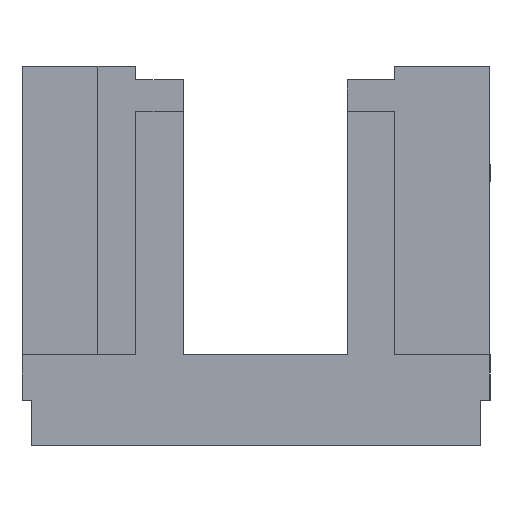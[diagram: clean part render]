
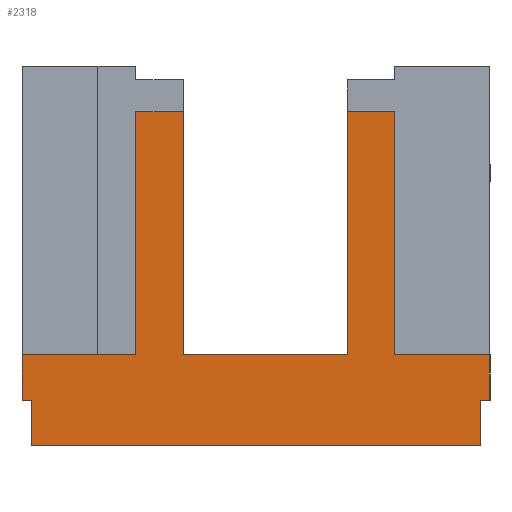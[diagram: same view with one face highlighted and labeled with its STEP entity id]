
A CAD part, front view. The second image highlights one B-rep face of the part: STEP entity #2318.
In plain terms, the highlighted planar face has unit normal (0, -1, 0).
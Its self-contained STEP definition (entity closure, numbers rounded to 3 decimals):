
#195=FACE_OUTER_BOUND($,#329,.T.);
#329=EDGE_LOOP($,(#1997,#1998,#1999,#2000,#2001,#2002,#2003,#2004,#2005,
#2006,#2007,#2008,#2009,#2010,#2011,#2012));
#363=LINE($,#3112,#647);
#382=LINE($,#3154,#666);
#476=LINE($,#3401,#760);
#486=LINE($,#3425,#770);
#583=LINE($,#3636,#867);
#589=LINE($,#3647,#873);
#592=LINE($,#3653,#876);
#594=LINE($,#3658,#878);
#598=LINE($,#3665,#882);
#601=LINE($,#3671,#885);
#606=LINE($,#3681,#890);
#607=LINE($,#3683,#891);
#608=LINE($,#3685,#892);
#609=LINE($,#3687,#893);
#610=LINE($,#3689,#894);
#611=LINE($,#3690,#895);
#647=VECTOR($,#2509,8.);
#666=VECTOR($,#2536,8.);
#760=VECTOR($,#2760,8.);
#770=VECTOR($,#2786,1.55);
#867=VECTOR($,#2975,1.5);
#873=VECTOR($,#2983,0.3);
#876=VECTOR($,#2988,1.5);
#878=VECTOR($,#2992,14.8);
#882=VECTOR($,#2998,1.5);
#885=VECTOR($,#3003,0.3);
#890=VECTOR($,#3014,1.5);
#891=VECTOR($,#3017,3.15);
#892=VECTOR($,#3020,5.4);
#893=VECTOR($,#3021,1.55);
#894=VECTOR($,#3022,8.);
#895=VECTOR($,#3023,3.75);
#930=VERTEX_POINT($,#3109);
#931=VERTEX_POINT($,#3111);
#949=VERTEX_POINT($,#3151);
#950=VERTEX_POINT($,#3153);
#1037=VERTEX_POINT($,#3399);
#1038=VERTEX_POINT($,#3400);
#1111=VERTEX_POINT($,#3633);
#1112=VERTEX_POINT($,#3635);
#1116=VERTEX_POINT($,#3645);
#1118=VERTEX_POINT($,#3651);
#1120=VERTEX_POINT($,#3656);
#1122=VERTEX_POINT($,#3663);
#1124=VERTEX_POINT($,#3669);
#1126=VERTEX_POINT($,#3679);
#1127=VERTEX_POINT($,#3686);
#1128=VERTEX_POINT($,#3688);
#1152=EDGE_CURVE($,#931,#930,#363,.T.);
#1173=EDGE_CURVE($,#950,#949,#382,.T.);
#1292=EDGE_CURVE($,#1037,#1038,#476,.T.);
#1305=EDGE_CURVE($,#931,#1038,#486,.T.);
#1410=EDGE_CURVE($,#1112,#1111,#583,.T.);
#1416=EDGE_CURVE($,#1111,#1116,#589,.T.);
#1419=EDGE_CURVE($,#1116,#1118,#592,.T.);
#1421=EDGE_CURVE($,#1118,#1120,#594,.T.);
#1425=EDGE_CURVE($,#1120,#1122,#598,.T.);
#1428=EDGE_CURVE($,#1122,#1124,#601,.T.);
#1433=EDGE_CURVE($,#1124,#1126,#606,.T.);
#1434=EDGE_CURVE($,#1126,#1037,#607,.T.);
#1435=EDGE_CURVE($,#930,#950,#608,.T.);
#1436=EDGE_CURVE($,#1127,#949,#609,.T.);
#1437=EDGE_CURVE($,#1127,#1128,#610,.T.);
#1438=EDGE_CURVE($,#1128,#1112,#611,.T.);
#1997=ORIENTED_EDGE($,*,*,#1434,.T.);
#1998=ORIENTED_EDGE($,*,*,#1292,.T.);
#1999=ORIENTED_EDGE($,*,*,#1305,.F.);
#2000=ORIENTED_EDGE($,*,*,#1152,.T.);
#2001=ORIENTED_EDGE($,*,*,#1435,.T.);
#2002=ORIENTED_EDGE($,*,*,#1173,.T.);
#2003=ORIENTED_EDGE($,*,*,#1436,.F.);
#2004=ORIENTED_EDGE($,*,*,#1437,.T.);
#2005=ORIENTED_EDGE($,*,*,#1438,.T.);
#2006=ORIENTED_EDGE($,*,*,#1410,.T.);
#2007=ORIENTED_EDGE($,*,*,#1416,.T.);
#2008=ORIENTED_EDGE($,*,*,#1419,.T.);
#2009=ORIENTED_EDGE($,*,*,#1421,.T.);
#2010=ORIENTED_EDGE($,*,*,#1425,.T.);
#2011=ORIENTED_EDGE($,*,*,#1428,.T.);
#2012=ORIENTED_EDGE($,*,*,#1433,.T.);
#2205=PLANE($,#2474);
#2318=ADVANCED_FACE($,(#195),#2205,.T.);
#2474=AXIS2_PLACEMENT_3D($,#3684,#3018,#3019);
#2509=DIRECTION($,(0.,0.,-1.));
#2536=DIRECTION($,(0.,0.,1.));
#2760=DIRECTION($,(0.,0.,1.));
#2786=DIRECTION($,(1.,0.,0.));
#2975=DIRECTION($,(0.,0.,-1.));
#2983=DIRECTION($,(1.,0.,0.));
#2988=DIRECTION($,(0.,0.,-1.));
#2992=DIRECTION($,(1.,0.,0.));
#2998=DIRECTION($,(0.,0.,1.));
#3003=DIRECTION($,(1.,0.,0.));
#3014=DIRECTION($,(0.,0.,1.));
#3017=DIRECTION($,(-1.,0.,0.));
#3018=DIRECTION('center_axis',(0.,-1.,0.));
#3019=DIRECTION('ref_axis',(0.,0.,-1.));
#3020=DIRECTION($,(-1.,0.,0.));
#3021=DIRECTION($,(1.,0.,0.));
#3022=DIRECTION($,(0.,0.,-1.));
#3023=DIRECTION($,(-1.,0.,0.));
#3109=CARTESIAN_POINT('',(3.,-86.87,3.));
#3111=CARTESIAN_POINT('',(3.,-86.87,11.));
#3112=CARTESIAN_POINT($,(3.,-86.87,11.));
#3151=CARTESIAN_POINT('',(-2.4,-86.87,11.));
#3153=CARTESIAN_POINT('',(-2.4,-86.87,3.));
#3154=CARTESIAN_POINT($,(-2.4,-86.87,3.));
#3399=CARTESIAN_POINT('',(4.55,-86.87,3.));
#3400=CARTESIAN_POINT('',(4.55,-86.87,11.));
#3401=CARTESIAN_POINT($,(4.55,-86.87,3.));
#3425=CARTESIAN_POINT($,(3.,-86.87,11.));
#3633=CARTESIAN_POINT('',(-7.7,-86.87,1.5));
#3635=CARTESIAN_POINT('',(-7.7,-86.87,3.));
#3636=CARTESIAN_POINT($,(-7.7,-86.87,3.));
#3645=CARTESIAN_POINT('',(-7.4,-86.87,1.5));
#3647=CARTESIAN_POINT($,(-7.7,-86.87,1.5));
#3651=CARTESIAN_POINT('',(-7.4,-86.87,0.));
#3653=CARTESIAN_POINT($,(-7.4,-86.87,1.5));
#3656=CARTESIAN_POINT('',(7.4,-86.87,0.));
#3658=CARTESIAN_POINT($,(-7.4,-86.87,0.));
#3663=CARTESIAN_POINT('',(7.4,-86.87,1.5));
#3665=CARTESIAN_POINT($,(7.4,-86.87,0.));
#3669=CARTESIAN_POINT('',(7.7,-86.87,1.5));
#3671=CARTESIAN_POINT($,(7.4,-86.87,1.5));
#3679=CARTESIAN_POINT('',(7.7,-86.87,3.));
#3681=CARTESIAN_POINT($,(7.7,-86.87,1.5));
#3683=CARTESIAN_POINT($,(7.7,-86.87,3.));
#3684=CARTESIAN_POINT('Origin',(-7.7,-86.87,11.));
#3685=CARTESIAN_POINT($,(3.,-86.87,3.));
#3686=CARTESIAN_POINT('',(-3.95,-86.87,11.));
#3687=CARTESIAN_POINT($,(-3.95,-86.87,11.));
#3688=CARTESIAN_POINT('',(-3.95,-86.87,3.));
#3689=CARTESIAN_POINT($,(-3.95,-86.87,11.));
#3690=CARTESIAN_POINT($,(-3.95,-86.87,3.));
